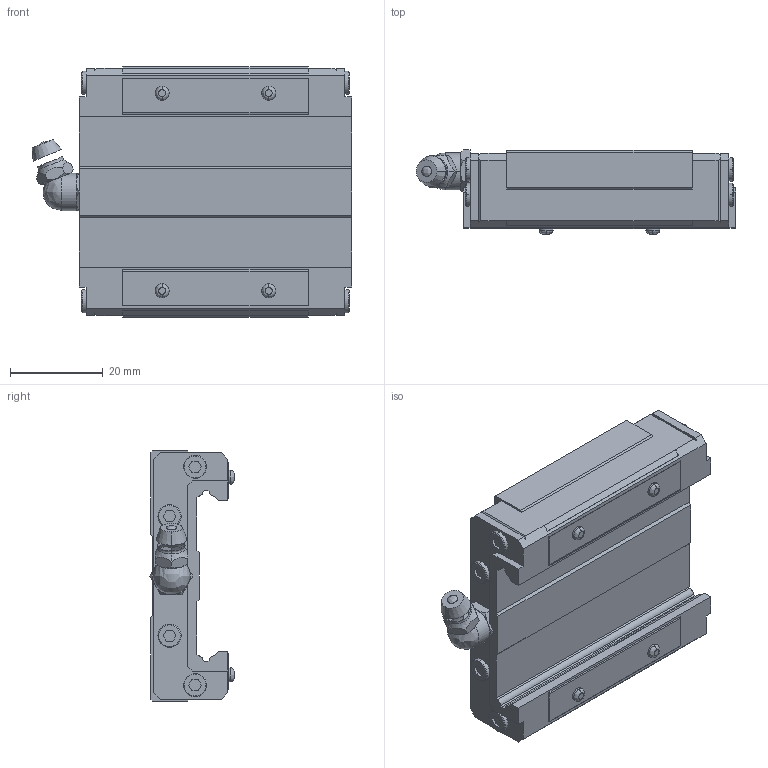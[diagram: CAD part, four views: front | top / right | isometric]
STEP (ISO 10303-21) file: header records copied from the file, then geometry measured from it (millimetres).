
FILE_DESCRIPTION (( 'STEP AP214' ), '1' );
FILE_NAME ('HRW21CRUU, Føringsvogn, Bondy.STEP', '2020-06-15T07:48:13', ( '' ), ( '' ), 'SwSTEP 2.0', 'SolidWorks 2020', '' );
FILE_SCHEMA (( 'AUTOMOTIVE_DESIGN' ));
Length unit declared in the file: millimetre
Products named in the file (3): _HRW21CRUUB-M6F1 Slide17-60; HRW21CRUU, Føringsvogn, Bondy; _HRW-B-M6F_grease_nipple_joint
Assembly tree (2 placements, depth 2):
  HRW21CRUU, Føringsvogn, Bondy
    _HRW21CRUUB-M6F1 Slide17-60
    _HRW-B-M6F_grease_nipple_joint
Bounding box: 68.9 x 18.12 x 54 mm (x, y, z)
Volume: 36259.3 mm3; surface area: 11826.1 mm2
Topology: 1 solids, 3 shells, 292 faces, 739 edges, 468 vertices
Faces by surface type: plane 180, cone 52, cylinder 46, bspline 14
Entity records: 9024 total; most frequent: CARTESIAN_POINT 2002, ORIENTED_EDGE 1446, DIRECTION 1404, EDGE_CURVE 725, LINE 524, VECTOR 524, VERTEX_POINT 468, AXIS2_PLACEMENT_3D 440
